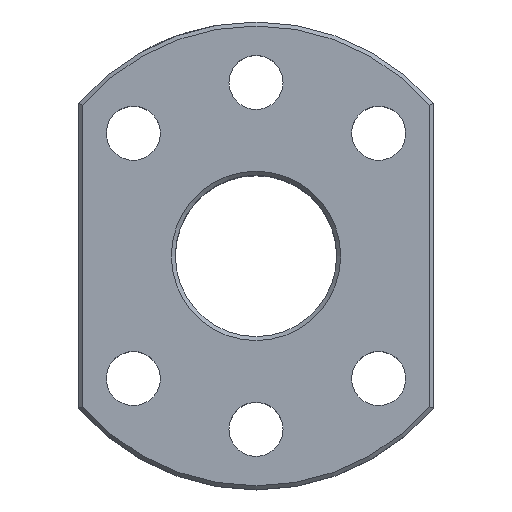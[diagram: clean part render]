
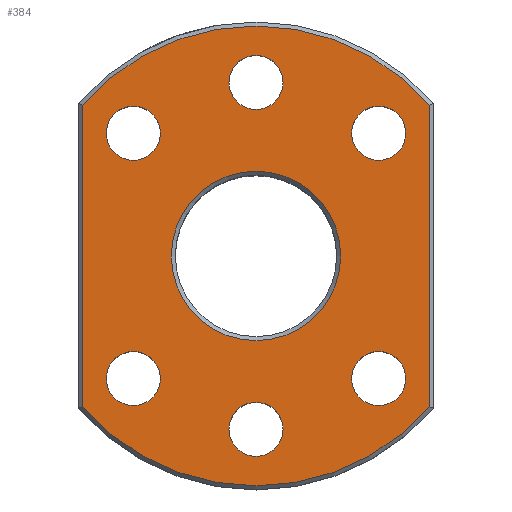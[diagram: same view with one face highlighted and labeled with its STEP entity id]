
A CAD part, top view. The second image highlights one B-rep face of the part: STEP entity #384.
In plain terms, the highlighted planar face has unit normal (0, 0, 1).
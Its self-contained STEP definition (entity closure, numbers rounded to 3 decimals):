
#144=PLANE('',#3459);
#384=ADVANCED_FACE('',(#933,#934,#935,#936,#937,#938,#939,#940),#144,.T.);
#933=FACE_BOUND('',#1008,.T.);
#934=FACE_BOUND('',#1009,.T.);
#935=FACE_BOUND('',#1010,.T.);
#936=FACE_BOUND('',#1011,.T.);
#937=FACE_BOUND('',#1012,.T.);
#938=FACE_BOUND('',#1013,.T.);
#939=FACE_BOUND('',#1014,.T.);
#940=FACE_BOUND('',#1015,.T.);
#1008=EDGE_LOOP('',(#1409));
#1009=EDGE_LOOP('',(#1410,#1411,#1412,#1413));
#1010=EDGE_LOOP('',(#1414));
#1011=EDGE_LOOP('',(#1415));
#1012=EDGE_LOOP('',(#1416));
#1013=EDGE_LOOP('',(#1417));
#1014=EDGE_LOOP('',(#1418));
#1015=EDGE_LOOP('',(#1419));
#1237=CIRCLE('',#3438,3.35);
#1239=CIRCLE('',#3441,3.35);
#1241=CIRCLE('',#3444,3.35);
#1243=CIRCLE('',#3447,3.35);
#1245=CIRCLE('',#3450,3.35);
#1247=CIRCLE('',#3453,3.35);
#1249=CIRCLE('',#3456,10.5);
#1250=CIRCLE('',#3457,28.5);
#1251=CIRCLE('',#3458,28.5);
#1409=ORIENTED_EDGE('',*,*,#2649,.T.);
#1410=ORIENTED_EDGE('',*,*,#2650,.T.);
#1411=ORIENTED_EDGE('',*,*,#2651,.T.);
#1412=ORIENTED_EDGE('',*,*,#2652,.T.);
#1413=ORIENTED_EDGE('',*,*,#2653,.T.);
#1414=ORIENTED_EDGE('',*,*,#2645,.T.);
#1415=ORIENTED_EDGE('',*,*,#2643,.F.);
#1416=ORIENTED_EDGE('',*,*,#2641,.T.);
#1417=ORIENTED_EDGE('',*,*,#2639,.F.);
#1418=ORIENTED_EDGE('',*,*,#2637,.T.);
#1419=ORIENTED_EDGE('',*,*,#2647,.F.);
#2317=VERTEX_POINT('',#5208);
#2319=VERTEX_POINT('',#5213);
#2321=VERTEX_POINT('',#5218);
#2323=VERTEX_POINT('',#5223);
#2325=VERTEX_POINT('',#5228);
#2327=VERTEX_POINT('',#5233);
#2329=VERTEX_POINT('',#5238);
#2330=VERTEX_POINT('',#5240);
#2331=VERTEX_POINT('',#5241);
#2332=VERTEX_POINT('',#5243);
#2333=VERTEX_POINT('',#5245);
#2637=EDGE_CURVE('',#2317,#2317,#1237,.T.);
#2639=EDGE_CURVE('',#2319,#2319,#1239,.T.);
#2641=EDGE_CURVE('',#2321,#2321,#1241,.T.);
#2643=EDGE_CURVE('',#2323,#2323,#1243,.T.);
#2645=EDGE_CURVE('',#2325,#2325,#1245,.T.);
#2647=EDGE_CURVE('',#2327,#2327,#1247,.T.);
#2649=EDGE_CURVE('',#2329,#2329,#1249,.T.);
#2650=EDGE_CURVE('',#2330,#2331,#2998,.T.);
#2651=EDGE_CURVE('',#2331,#2332,#1250,.T.);
#2652=EDGE_CURVE('',#2332,#2333,#2999,.T.);
#2653=EDGE_CURVE('',#2333,#2330,#1251,.T.);
#2998=LINE('',#5239,#3168);
#2999=LINE('',#5244,#3169);
#3168=VECTOR('',#3695,1.);
#3169=VECTOR('',#3698,1.);
#3438=AXIS2_PLACEMENT_3D('',#5207,#3657,#3658);
#3441=AXIS2_PLACEMENT_3D('',#5212,#3663,#3664);
#3444=AXIS2_PLACEMENT_3D('',#5217,#3669,#3670);
#3447=AXIS2_PLACEMENT_3D('',#5222,#3675,#3676);
#3450=AXIS2_PLACEMENT_3D('',#5227,#3681,#3682);
#3453=AXIS2_PLACEMENT_3D('',#5232,#3687,#3688);
#3456=AXIS2_PLACEMENT_3D('',#5237,#3693,#3694);
#3457=AXIS2_PLACEMENT_3D('',#5242,#3696,#3697);
#3458=AXIS2_PLACEMENT_3D('',#5246,#3699,#3700);
#3459=AXIS2_PLACEMENT_3D('',#5247,#3701,#3702);
#3657=DIRECTION('',(0.,0.,-1.));
#3658=DIRECTION('',(1.,0.,0.));
#3663=DIRECTION('',(0.,0.,1.));
#3664=DIRECTION('',(-1.,0.,0.));
#3669=DIRECTION('',(0.,0.,-1.));
#3670=DIRECTION('',(-1.,0.,0.));
#3675=DIRECTION('',(0.,0.,1.));
#3676=DIRECTION('',(1.,0.,0.));
#3681=DIRECTION('',(0.,0.,-1.));
#3682=DIRECTION('',(1.,0.,0.));
#3687=DIRECTION('',(0.,0.,1.));
#3688=DIRECTION('',(1.,0.,0.));
#3693=DIRECTION('',(0.,0.,-1.));
#3694=DIRECTION('',(1.,0.,0.));
#3695=DIRECTION('',(0.,-1.,0.));
#3696=DIRECTION('',(0.,0.,1.));
#3697=DIRECTION('',(1.,0.,0.));
#3698=DIRECTION('',(0.,1.,0.));
#3699=DIRECTION('',(0.,0.,1.));
#3700=DIRECTION('',(1.,0.,0.));
#3701=DIRECTION('',(0.,0.,1.));
#3702=DIRECTION('',(1.,0.,0.));
#5207=CARTESIAN_POINT('',(0.,-21.5,0.));
#5208=CARTESIAN_POINT('',(3.35,-21.5,0.));
#5212=CARTESIAN_POINT('',(-15.203,-15.203,0.));
#5213=CARTESIAN_POINT('',(-18.553,-15.203,0.));
#5217=CARTESIAN_POINT('',(-15.203,15.203,0.));
#5218=CARTESIAN_POINT('',(-18.553,15.203,0.));
#5222=CARTESIAN_POINT('',(0.,21.5,0.));
#5223=CARTESIAN_POINT('',(3.35,21.5,0.));
#5227=CARTESIAN_POINT('',(15.203,-15.203,0.));
#5228=CARTESIAN_POINT('',(18.553,-15.203,0.));
#5232=CARTESIAN_POINT('',(15.203,15.203,0.));
#5233=CARTESIAN_POINT('',(18.553,15.203,0.));
#5237=CARTESIAN_POINT('',(0.,0.,0.));
#5238=CARTESIAN_POINT('',(10.5,0.,0.));
#5239=CARTESIAN_POINT('',(-21.5,-18.894,0.));
#5240=CARTESIAN_POINT('',(-21.5,18.708,0.));
#5241=CARTESIAN_POINT('',(-21.5,-18.708,0.));
#5242=CARTESIAN_POINT('',(0.,0.,0.));
#5243=CARTESIAN_POINT('',(21.5,-18.708,0.));
#5244=CARTESIAN_POINT('',(21.5,18.894,0.));
#5245=CARTESIAN_POINT('',(21.5,18.708,0.));
#5246=CARTESIAN_POINT('',(0.,0.,0.));
#5247=CARTESIAN_POINT('',(0.,0.,0.));
